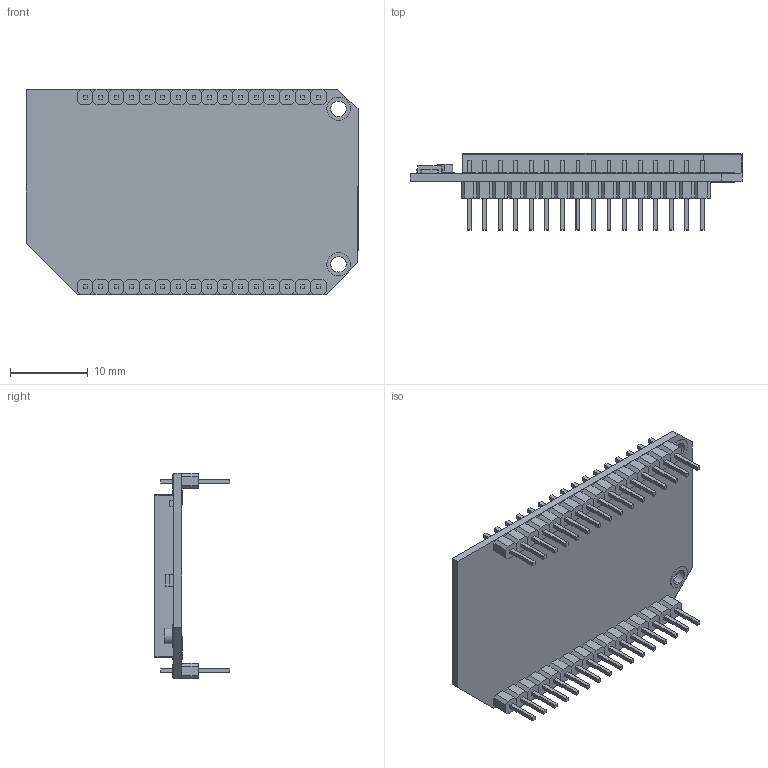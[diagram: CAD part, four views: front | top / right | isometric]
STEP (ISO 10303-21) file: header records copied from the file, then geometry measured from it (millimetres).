
FILE_DESCRIPTION (( 'STEP AP214' ), '1' );
FILE_NAME ('Onion Omega2+.STEP', '2017-12-28T08:18:24', ( '' ), ( '' ), 'SwSTEP 2.0', 'SolidWorks 2017', '' );
FILE_SCHEMA (( 'AUTOMOTIVE_DESIGN' ));
Length unit declared in the file: millimetre
Products named in the file (1): Onion Omega2+
Bounding box: 42.7 x 9.74 x 26.4 mm (x, y, z)
Volume: 1524.5 mm3; surface area: 5997.3 mm2
Topology: 102 solids, 102 shells, 1119 faces, 2711 edges, 1806 vertices
Faces by surface type: plane 1035, cylinder 82, torus 2
Entity records: 45345 total; most frequent: CARTESIAN_POINT 5637, ORIENTED_EDGE 5422, DIRECTION 5119, EDGE_CURVE 2711, LINE 2543, VECTOR 2543, VERTEX_POINT 1806, EDGE_LOOP 1325
